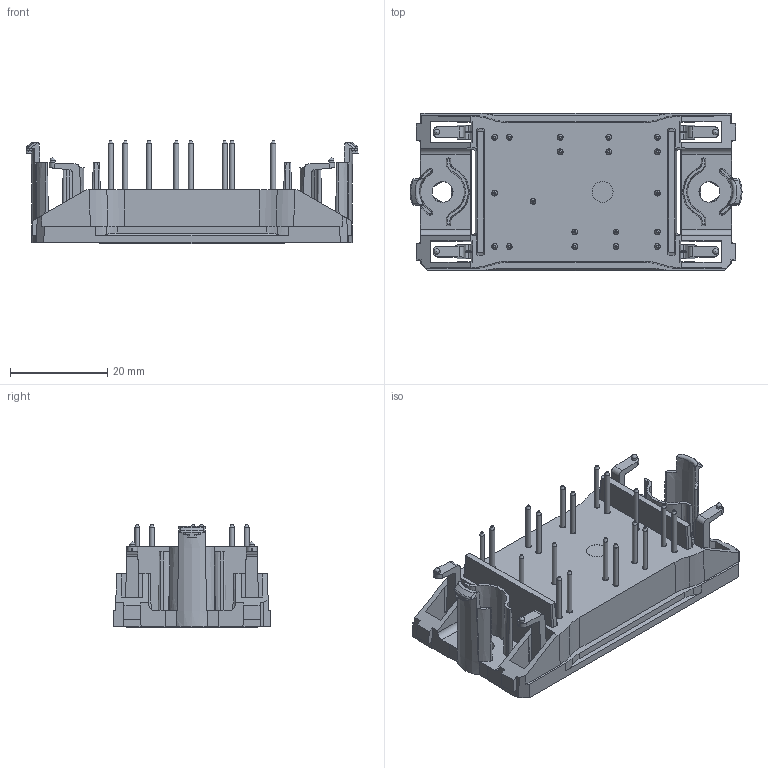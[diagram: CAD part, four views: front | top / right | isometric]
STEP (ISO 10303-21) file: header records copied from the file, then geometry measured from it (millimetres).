
FILE_DESCRIPTION( ( 'Unknown' ), '1' );
FILE_NAME( 'Flow0-2C17W-L150-02-OL.stp', 'Unknown', ( 'Unknown' ), ( 'Unknown' ), 'PSStep 16.0.42', 'Unknown', ' ' );
FILE_SCHEMA( ( 'AUTOMOTIVE_DESIGN { 1 0 10303 214 1 1 1 1 }' ) );
Length unit declared in the file: millimetre
Products named in the file (1): matrixcode
Bounding box: 68.4 x 32.5 x 21.28 mm (x, y, z)
Volume: 17535.2 mm3; surface area: 10760.6 mm2
Topology: 1 solids, 1 shells, 939 faces, 2404 edges, 1580 vertices
Faces by surface type: plane 746, cylinder 123, cone 53, extrusion 5, torus 4, bspline 4, sphere 4
Full cylindrical faces by diameter (mm): 1 x19, 1.1 x4, 1.2 x19, 4.3 x1
Entity records: 35418 total; most frequent: CARTESIAN_POINT 5214, ORIENTED_EDGE 4614, DIRECTION 4519, EDGE_CURVE 2307, VECTOR 1883, LINE 1878, VERTEX_POINT 1557, AXIS2_PLACEMENT_3D 1318
